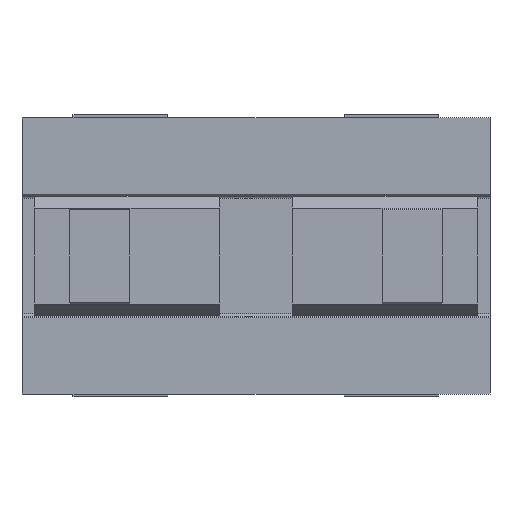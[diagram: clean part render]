
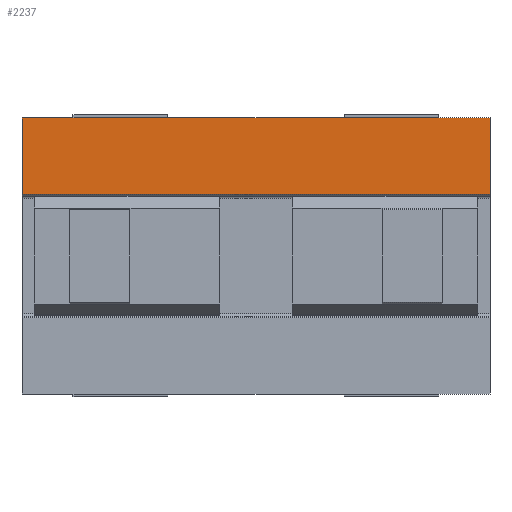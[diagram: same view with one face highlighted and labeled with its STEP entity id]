
A CAD part, left-side view. The second image highlights one B-rep face of the part: STEP entity #2237.
In plain terms, the highlighted planar face has unit normal (-1, 0, 0).
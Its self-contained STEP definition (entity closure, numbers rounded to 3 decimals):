
#61 = DIRECTION ( 'NONE',  ( 0., 0., -1. ) ) ;
#87 = ORIENTED_EDGE ( 'NONE', *, *, #818, .F. ) ;
#460 = ORIENTED_EDGE ( 'NONE', *, *, #4716, .F. ) ;
#818 = EDGE_CURVE ( 'NONE', #3747, #5279, #4410, .T. ) ;
#1676 = ORIENTED_EDGE ( 'NONE', *, *, #6211, .F. ) ;
#1866 = PLANE ( 'NONE',  #5314 ) ;
#1979 = VECTOR ( 'NONE', #2177, 1000. ) ;
#2058 = LINE ( 'NONE', #7716, #3459 ) ;
#2177 = DIRECTION ( 'NONE',  ( 0., -1., 0. ) ) ;
#2179 = EDGE_LOOP ( 'NONE', ( #2438, #460, #1676, #87 ) ) ;
#2237 = ADVANCED_FACE ( 'NONE', ( #4091 ), #1866, .F. ) ;
#2384 = CARTESIAN_POINT ( 'NONE',  ( -50., 19.5, 11.5 ) ) ;
#2438 = ORIENTED_EDGE ( 'NONE', *, *, #3938, .T. ) ;
#2584 = CARTESIAN_POINT ( 'NONE',  ( -50., 19.5, 5.141 ) ) ;
#2735 = VERTEX_POINT ( 'NONE', #4793 ) ;
#3459 = VECTOR ( 'NONE', #5311, 1000. ) ;
#3647 = CARTESIAN_POINT ( 'NONE',  ( -50., 0., 0. ) ) ;
#3676 = DIRECTION ( 'NONE',  ( 1., 0., 0. ) ) ;
#3747 = VERTEX_POINT ( 'NONE', #2584 ) ;
#3938 = EDGE_CURVE ( 'NONE', #3747, #2735, #5122, .T. ) ;
#4016 = DIRECTION ( 'NONE',  ( 0., 0., 1. ) ) ;
#4091 = FACE_OUTER_BOUND ( 'NONE', #2179, .T. ) ;
#4410 = LINE ( 'NONE', #7686, #4599 ) ;
#4575 = VERTEX_POINT ( 'NONE', #6369 ) ;
#4599 = VECTOR ( 'NONE', #4016, 1000. ) ;
#4716 = EDGE_CURVE ( 'NONE', #4575, #2735, #2058, .T. ) ;
#4793 = CARTESIAN_POINT ( 'NONE',  ( -50., -19.5, 5.141 ) ) ;
#5122 = LINE ( 'NONE', #6370, #1979 ) ;
#5279 = VERTEX_POINT ( 'NONE', #2384 ) ;
#5311 = DIRECTION ( 'NONE',  ( 0., 0., -1. ) ) ;
#5314 = AXIS2_PLACEMENT_3D ( 'NONE', #3647, #3676, #61 ) ;
#5652 = VECTOR ( 'NONE', #6547, 1000. ) ;
#6211 = EDGE_CURVE ( 'NONE', #5279, #4575, #7443, .T. ) ;
#6369 = CARTESIAN_POINT ( 'NONE',  ( -50., -19.5, 11.5 ) ) ;
#6370 = CARTESIAN_POINT ( 'NONE',  ( -50., 19.5, 5.141 ) ) ;
#6547 = DIRECTION ( 'NONE',  ( 0., -1., 0. ) ) ;
#7443 = LINE ( 'NONE', #7736, #5652 ) ;
#7686 = CARTESIAN_POINT ( 'NONE',  ( -50., 19.5, -11.5 ) ) ;
#7716 = CARTESIAN_POINT ( 'NONE',  ( -50., -19.5, 11.5 ) ) ;
#7736 = CARTESIAN_POINT ( 'NONE',  ( -50., 19.5, 11.5 ) ) ;
